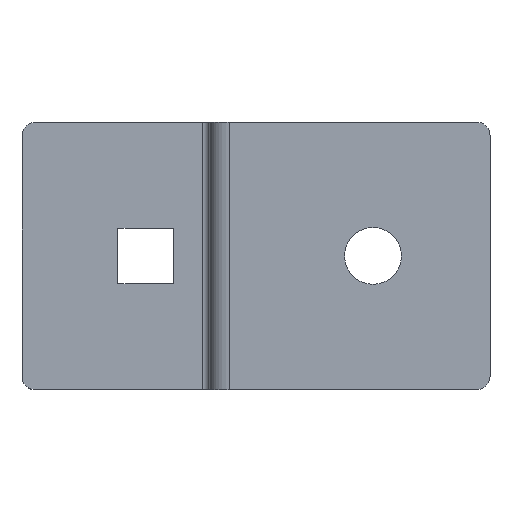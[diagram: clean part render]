
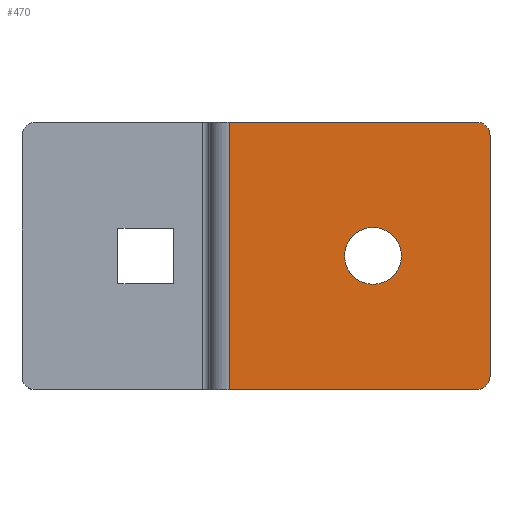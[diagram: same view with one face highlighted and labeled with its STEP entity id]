
A CAD part, top view. The second image highlights one B-rep face of the part: STEP entity #470.
In plain terms, the highlighted planar face has unit normal (0, 0, 1).
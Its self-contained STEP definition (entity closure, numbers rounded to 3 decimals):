
#113=CARTESIAN_POINT('',(-39.,20.,0.));
#114=VERTEX_POINT('',#113);
#132=CARTESIAN_POINT('',(-39.,-20.,0.));
#133=VERTEX_POINT('',#132);
#141=CARTESIAN_POINT('',(-39.,20.,0.));
#142=DIRECTION('',(0.0,-1.0,0.0));
#143=VECTOR('',#142,40.);
#144=LINE('',#141,#143);
#145=EDGE_CURVE('',#114,#133,#144,.T.);
#402=CARTESIAN_POINT('',(0.0,20.,0.));
#403=DIRECTION('',(0.0,0.0,1.0));
#404=DIRECTION('',(-1.0,0.0,0.0));
#405=AXIS2_PLACEMENT_3D('',#402,#403,#404);
#406=PLANE('',#405);
#407=CARTESIAN_POINT('',(-2.0,20.,0.));
#408=VERTEX_POINT('',#407);
#409=CARTESIAN_POINT('',(-2.0,20.,0.));
#410=DIRECTION('',(-1.0,0.0,0.0));
#411=VECTOR('',#410,37.);
#412=LINE('',#409,#411);
#413=EDGE_CURVE('',#408,#114,#412,.T.);
#414=ORIENTED_EDGE('',*,*,#413,.T.);
#415=ORIENTED_EDGE('',*,*,#145,.T.);
#416=CARTESIAN_POINT('',(-2.0,-20.,0.));
#417=VERTEX_POINT('',#416);
#418=CARTESIAN_POINT('',(-2.0,-20.,0.));
#419=DIRECTION('',(-1.0,0.0,0.0));
#420=VECTOR('',#419,37.);
#421=LINE('',#418,#420);
#422=EDGE_CURVE('',#417,#133,#421,.T.);
#423=ORIENTED_EDGE('',*,*,#422,.F.);
#424=CARTESIAN_POINT('',(0.0,-18.,0.));
#425=VERTEX_POINT('',#424);
#426=CARTESIAN_POINT('',(-2.0,-18.,0.));
#427=DIRECTION('',(0.0,0.,-1.0));
#428=DIRECTION('',(1.0,0.0,0.0));
#429=AXIS2_PLACEMENT_3D('',#426,#427,#428);
#430=CIRCLE('',#429,2.0);
#431=EDGE_CURVE('',#425,#417,#430,.T.);
#432=ORIENTED_EDGE('',*,*,#431,.F.);
#433=CARTESIAN_POINT('',(0.0,18.,0.));
#434=VERTEX_POINT('',#433);
#435=CARTESIAN_POINT('',(0.0,18.,0.));
#436=DIRECTION('',(0.0,-1.0,0.0));
#437=VECTOR('',#436,36.);
#438=LINE('',#435,#437);
#439=EDGE_CURVE('',#434,#425,#438,.T.);
#440=ORIENTED_EDGE('',*,*,#439,.F.);
#441=CARTESIAN_POINT('',(-2.0,18.,0.));
#442=DIRECTION('',(0.0,0.,1.0));
#443=DIRECTION('',(1.0,0.0,0.0));
#444=AXIS2_PLACEMENT_3D('',#441,#442,#443);
#445=CIRCLE('',#444,2.0);
#446=EDGE_CURVE('',#434,#408,#445,.T.);
#447=ORIENTED_EDGE('',*,*,#446,.T.);
#448=EDGE_LOOP('',(#414,#415,#423,#432,#440,#447));
#449=FACE_OUTER_BOUND('',#448,.T.);
#450=CARTESIAN_POINT('',(-13.25,0.0,0.0));
#451=VERTEX_POINT('',#450);
#452=CARTESIAN_POINT('',(-21.75,0.0,0.0));
#453=VERTEX_POINT('',#452);
#454=CARTESIAN_POINT('',(-17.5,0.0,0.0));
#455=DIRECTION('',(0.0,0.,1.0));
#456=DIRECTION('',(-1.0,0.0,0.0));
#457=AXIS2_PLACEMENT_3D('',#454,#455,#456);
#458=CIRCLE('',#457,4.25);
#459=EDGE_CURVE('',#451,#453,#458,.T.);
#460=ORIENTED_EDGE('',*,*,#459,.F.);
#461=CARTESIAN_POINT('',(-17.5,0.0,0.0));
#462=DIRECTION('',(0.0,0.,1.0));
#463=DIRECTION('',(-1.0,0.0,0.0));
#464=AXIS2_PLACEMENT_3D('',#461,#462,#463);
#465=CIRCLE('',#464,4.25);
#466=EDGE_CURVE('',#453,#451,#465,.T.);
#467=ORIENTED_EDGE('',*,*,#466,.F.);
#468=EDGE_LOOP('',(#460,#467));
#469=FACE_BOUND('',#468,.T.);
#470=ADVANCED_FACE('',(#449,#469),#406,.T.);
